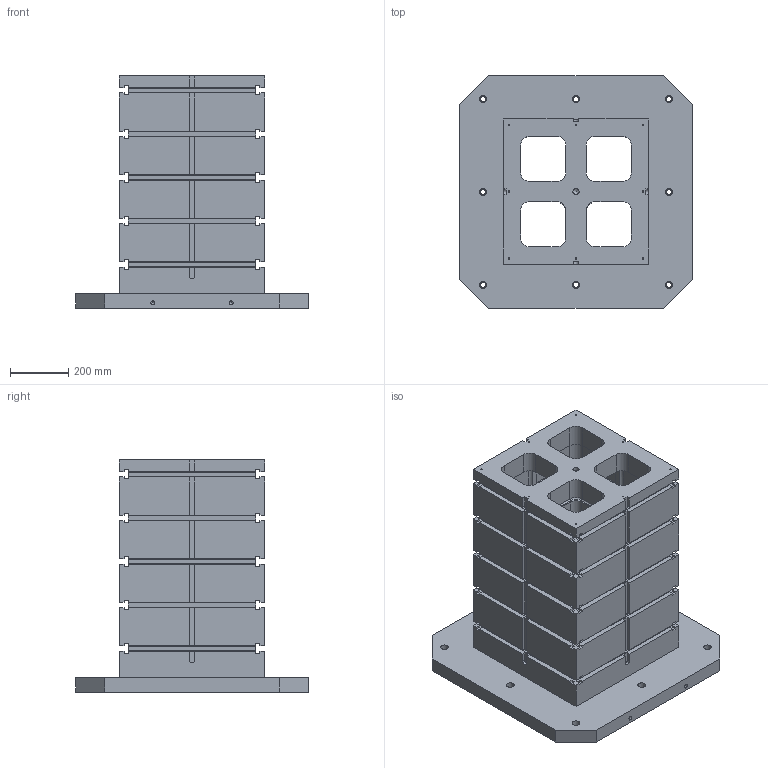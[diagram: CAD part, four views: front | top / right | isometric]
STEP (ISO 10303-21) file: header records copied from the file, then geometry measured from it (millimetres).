
FILE_DESCRIPTION( ( 'Unknown' ), '1' );
FILE_NAME( 'BP09-800800-0800-18.stp', 'Unknown', ( 'S.C.H' ), ( 'Unknown' ), 'XStep 1.0', 'Unknown', ' ' );
FILE_SCHEMA( ( 'CONFIG_CONTROL_DESIGN' ) );
Length unit declared in the file: millimetre
Products named in the file (1): 1
Bounding box: 800 x 800 x 800 mm (x, y, z)
Volume: 86243401.2 mm3; surface area: 5335041.2 mm2
Topology: 1 solids, 1 shells, 1101 faces, 2932 edges, 1784 vertices
Faces by surface type: plane 657, cylinder 296, torus 72, bspline 48, sphere 16, cone 12
Full cylindrical faces by diameter (mm): 5 x8, 14 x3, 18 x8, 21 x1, 26 x8
Entity records: 41222 total; most frequent: CARTESIAN_POINT 14238, ORIENTED_EDGE 5608, DIRECTION 5560, EDGE_CURVE 2804, LINE 2092, VECTOR 2092, VERTEX_POINT 1772, AXIS2_PLACEMENT_3D 1734
